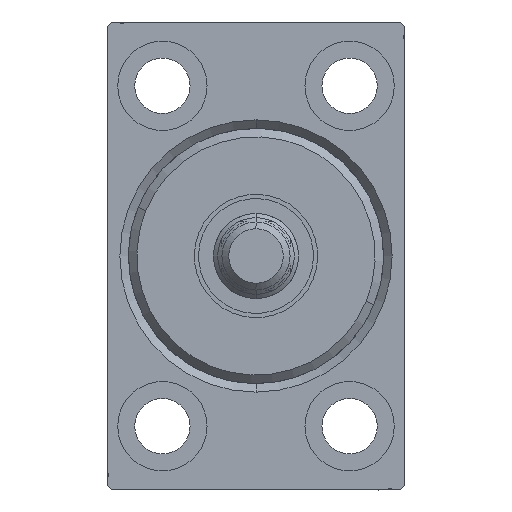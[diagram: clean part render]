
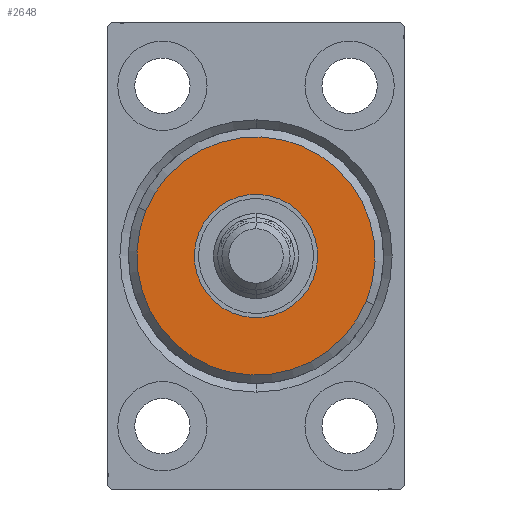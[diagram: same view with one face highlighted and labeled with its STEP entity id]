
A CAD part, left-side view. The second image highlights one B-rep face of the part: STEP entity #2648.
In plain terms, the highlighted face is planar.
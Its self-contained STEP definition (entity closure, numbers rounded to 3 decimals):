
#279 = CARTESIAN_POINT ( 'NONE',  ( 3., 0., 0. ) ) ;
#870 = ORIENTED_EDGE ( 'NONE', *, *, #44399, .F. ) ;
#1238 = CARTESIAN_POINT ( 'NONE',  ( 3., 0., 0. ) ) ;
#1739 = EDGE_LOOP ( 'NONE', ( #32027, #8508 ) ) ;
#2264 = EDGE_CURVE ( 'NONE', #26171, #34816, #30883, .T. ) ;
#2648 = ADVANCED_FACE ( 'NONE', ( #5245, #32469 ), #35841, .T. ) ;
#3203 = VERTEX_POINT ( 'NONE', #32530 ) ;
#4116 = CARTESIAN_POINT ( 'NONE',  ( 3., 0., 0. ) ) ;
#4292 = AXIS2_PLACEMENT_3D ( 'NONE', #1238, #14970, #31418 ) ;
#5245 = FACE_OUTER_BOUND ( 'NONE', #1739, .T. ) ;
#5354 = AXIS2_PLACEMENT_3D ( 'NONE', #42234, #21323, #35056 ) ;
#7317 = AXIS2_PLACEMENT_3D ( 'NONE', #4116, #11315, #17621 ) ;
#8508 = ORIENTED_EDGE ( 'NONE', *, *, #2264, .T. ) ;
#11315 = DIRECTION ( 'NONE',  ( 1., 0., 0. ) ) ;
#11790 = VERTEX_POINT ( 'NONE', #13417 ) ;
#13417 = CARTESIAN_POINT ( 'NONE',  ( 3., 0., -7.25 ) ) ;
#14025 = DIRECTION ( 'NONE',  ( 0., 0., -1. ) ) ;
#14970 = DIRECTION ( 'NONE',  ( 1., 0., 0. ) ) ;
#15199 = AXIS2_PLACEMENT_3D ( 'NONE', #279, #31338, #14025 ) ;
#16156 = ORIENTED_EDGE ( 'NONE', *, *, #19335, .F. ) ;
#16199 = EDGE_LOOP ( 'NONE', ( #870, #16156 ) ) ;
#17621 = DIRECTION ( 'NONE',  ( 0., 0., -1. ) ) ;
#19335 = EDGE_CURVE ( 'NONE', #3203, #11790, #41813, .T. ) ;
#21323 = DIRECTION ( 'NONE',  ( 1., 0., 0. ) ) ;
#25143 = AXIS2_PLACEMENT_3D ( 'NONE', #42805, #25714, #39433 ) ;
#25714 = DIRECTION ( 'NONE',  ( 1., 0., 0. ) ) ;
#26171 = VERTEX_POINT ( 'NONE', #41575 ) ;
#26274 = EDGE_CURVE ( 'NONE', #34816, #26171, #42698, .T. ) ;
#30883 = CIRCLE ( 'NONE', #4292, 14. ) ;
#31338 = DIRECTION ( 'NONE',  ( 1., 0., 0. ) ) ;
#31418 = DIRECTION ( 'NONE',  ( 0., 0., -1. ) ) ;
#32027 = ORIENTED_EDGE ( 'NONE', *, *, #26274, .T. ) ;
#32469 = FACE_BOUND ( 'NONE', #16199, .T. ) ;
#32530 = CARTESIAN_POINT ( 'NONE',  ( 3., 0., 7.25 ) ) ;
#34816 = VERTEX_POINT ( 'NONE', #44444 ) ;
#35056 = DIRECTION ( 'NONE',  ( 0., 0., -1. ) ) ;
#35841 = PLANE ( 'NONE',  #25143 ) ;
#39433 = DIRECTION ( 'NONE',  ( 0., 0., -1. ) ) ;
#41059 = CIRCLE ( 'NONE', #15199, 7.25 ) ;
#41575 = CARTESIAN_POINT ( 'NONE',  ( 3., 0., -14. ) ) ;
#41813 = CIRCLE ( 'NONE', #7317, 7.25 ) ;
#42234 = CARTESIAN_POINT ( 'NONE',  ( 3., 0., 0. ) ) ;
#42698 = CIRCLE ( 'NONE', #5354, 14. ) ;
#42805 = CARTESIAN_POINT ( 'NONE',  ( 3., 0., 0. ) ) ;
#44399 = EDGE_CURVE ( 'NONE', #11790, #3203, #41059, .T. ) ;
#44444 = CARTESIAN_POINT ( 'NONE',  ( 3., 0., 14. ) ) ;
